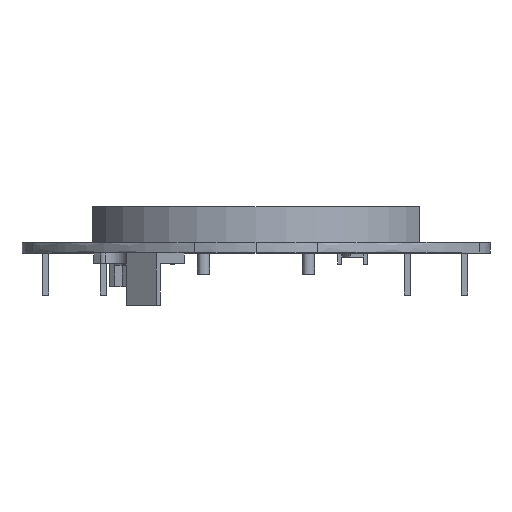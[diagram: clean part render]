
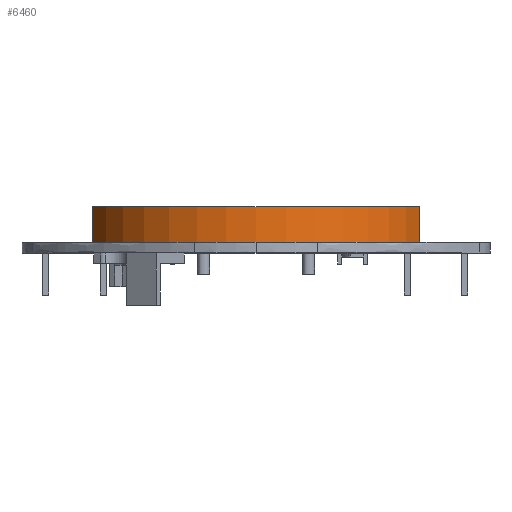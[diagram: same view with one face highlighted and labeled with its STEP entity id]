
A CAD part, top view. The second image highlights one B-rep face of the part: STEP entity #6460.
In plain terms, the highlighted cylindrical face has radius 41.4 mm (diameter 82.8 mm), a partial arc.
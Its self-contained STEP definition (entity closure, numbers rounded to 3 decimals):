
#2360=CARTESIAN_POINT('',(0.,8.5,0.));
#2361=DIRECTION('',(0.,1.,0.));
#2362=DIRECTION('',(-0.94,0.,0.342));
#2363=AXIS2_PLACEMENT_3D('',#2360,#2361,#2362);
#2365=CARTESIAN_POINT('',(0.,0.,0.));
#2366=DIRECTION('',(0.,-1.,0.));
#2367=DIRECTION('',(0.94,0.,0.342));
#2368=AXIS2_PLACEMENT_3D('',#2365,#2366,#2367);
#2396=DIRECTION('',(0.,1.,0.));
#2397=VECTOR('',#2396,8.5);
#2398=CARTESIAN_POINT('',(38.903,0.,14.16));
#2399=LINE('',#2398,#2397);
#2400=DIRECTION('',(0.,1.,0.));
#2401=VECTOR('',#2400,8.5);
#2402=CARTESIAN_POINT('',(-38.903,0.,14.16));
#2403=LINE('',#2402,#2401);
#2486=CARTESIAN_POINT('',(-38.903,8.5,14.16));
#2488=VERTEX_POINT('',#2486);
#2490=CARTESIAN_POINT('',(-38.903,0.,14.16));
#2491=VERTEX_POINT('',#2490);
#2494=CARTESIAN_POINT('',(38.903,8.5,14.16));
#2496=VERTEX_POINT('',#2494);
#2498=CARTESIAN_POINT('',(38.903,0.,14.16));
#2499=VERTEX_POINT('',#2498);
#6446=CARTESIAN_POINT('',(0.,0.,0.));
#6447=DIRECTION('',(0.,-1.,0.));
#6448=DIRECTION('',(1.,0.,0.));
#6449=AXIS2_PLACEMENT_3D('',#6446,#6447,#6448);
#6450=CYLINDRICAL_SURFACE('',#6449,41.4);
#6452=ORIENTED_EDGE('',*,*,#6451,.T.);
#6454=ORIENTED_EDGE('',*,*,#6453,.F.);
#6455=ORIENTED_EDGE('',*,*,#3185,.T.);
#6457=ORIENTED_EDGE('',*,*,#6456,.T.);
#6458=EDGE_LOOP('',(#6452,#6454,#6455,#6457));
#6459=FACE_OUTER_BOUND('',#6458,.F.);
#6460=ADVANCED_FACE('',(#6459),#6450,.T.);
#2364=CIRCLE('',#2363,41.4);
#2369=CIRCLE('',#2368,41.4);
#3185=EDGE_CURVE('',#2499,#2491,#2369,.T.);
#6451=EDGE_CURVE('',#2488,#2496,#2364,.T.);
#6453=EDGE_CURVE('',#2499,#2496,#2399,.T.);
#6456=EDGE_CURVE('',#2491,#2488,#2403,.T.);
